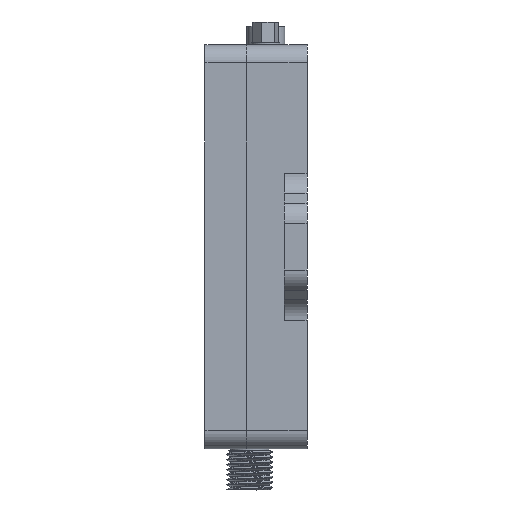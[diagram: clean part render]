
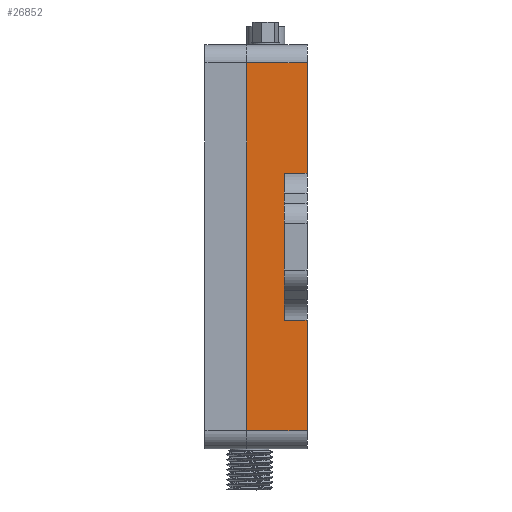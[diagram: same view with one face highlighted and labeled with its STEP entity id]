
A CAD part, left-side view. The second image highlights one B-rep face of the part: STEP entity #26852.
In plain terms, the highlighted planar face has unit normal (-1, 0, 0).
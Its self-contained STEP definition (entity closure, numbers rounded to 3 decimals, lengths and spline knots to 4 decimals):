
#1044=PLANE('',#28847);
#1679=FACE_OUTER_BOUND('',#3436,.T.);
#3436=EDGE_LOOP('',(#18173,#18174,#18175,#18176,#18177,#18178,#18179,#18180));
#6897=LINE('',#41335,#9091);
#6960=LINE('',#41605,#9154);
#6967=LINE('',#41628,#9161);
#6974=LINE('',#41656,#9168);
#6978=LINE('',#41687,#9172);
#6980=LINE('',#41690,#9174);
#6981=LINE('',#41691,#9175);
#6982=LINE('',#41692,#9176);
#9091=VECTOR('',#32205,0.3937);
#9154=VECTOR('',#32500,0.3937);
#9161=VECTOR('',#32521,0.3937);
#9168=VECTOR('',#32544,0.3937);
#9172=VECTOR('',#32576,0.3937);
#9174=VECTOR('',#32580,0.3937);
#9175=VECTOR('',#32581,0.3937);
#9176=VECTOR('',#32582,0.3937);
#11299=VERTEX_POINT('',#41332);
#11300=VERTEX_POINT('',#41334);
#11388=VERTEX_POINT('',#41598);
#11391=VERTEX_POINT('',#41603);
#11399=VERTEX_POINT('',#41625);
#11400=VERTEX_POINT('',#41627);
#11413=VERTEX_POINT('',#41654);
#11426=VERTEX_POINT('',#41685);
#13776=EDGE_CURVE('',#11299,#11300,#6897,.T.);
#13912=EDGE_CURVE('',#11391,#11388,#6960,.T.);
#13923=EDGE_CURVE('',#11400,#11399,#6967,.T.);
#13938=EDGE_CURVE('',#11391,#11413,#6974,.T.);
#13953=EDGE_CURVE('',#11426,#11399,#6978,.T.);
#13955=EDGE_CURVE('',#11300,#11413,#6980,.T.);
#13956=EDGE_CURVE('',#11400,#11299,#6981,.T.);
#13957=EDGE_CURVE('',#11426,#11388,#6982,.T.);
#18173=ORIENTED_EDGE('',*,*,#13912,.F.);
#18174=ORIENTED_EDGE('',*,*,#13938,.T.);
#18175=ORIENTED_EDGE('',*,*,#13955,.F.);
#18176=ORIENTED_EDGE('',*,*,#13776,.F.);
#18177=ORIENTED_EDGE('',*,*,#13956,.F.);
#18178=ORIENTED_EDGE('',*,*,#13923,.T.);
#18179=ORIENTED_EDGE('',*,*,#13953,.F.);
#18180=ORIENTED_EDGE('',*,*,#13957,.T.);
#26852=ADVANCED_FACE('',(#1679),#1044,.T.);
#28847=AXIS2_PLACEMENT_3D('',#41689,#32578,#32579);
#32205=DIRECTION('',(0.,0.,1.));
#32500=DIRECTION('',(0.,1.,0.));
#32521=DIRECTION('',(0.,0.,1.));
#32544=DIRECTION('',(0.,0.,1.));
#32576=DIRECTION('',(0.,-1.,0.));
#32578=DIRECTION('center_axis',(-1.,0.,0.));
#32579=DIRECTION('ref_axis',(0.,0.,1.));
#32580=DIRECTION('',(0.,-1.,0.));
#32581=DIRECTION('',(0.,1.,0.));
#32582=DIRECTION('',(0.,0.,1.));
#41332=CARTESIAN_POINT('',(-0.687,0.33,-1.0085));
#41334=CARTESIAN_POINT('',(-0.687,0.33,1.0085));
#41335=CARTESIAN_POINT('',(-0.687,0.33,-1.1085));
#41598=CARTESIAN_POINT('',(-0.687,0.125,0.4023));
#41603=CARTESIAN_POINT('',(-0.687,0.,0.4023));
#41605=CARTESIAN_POINT('',(-0.687,0.,0.4023));
#41625=CARTESIAN_POINT('',(-0.687,0.,-0.4023));
#41627=CARTESIAN_POINT('',(-0.687,0.,-1.0085));
#41628=CARTESIAN_POINT('',(-0.687,0.,-1.1085));
#41654=CARTESIAN_POINT('',(-0.687,0.,1.0085));
#41656=CARTESIAN_POINT('',(-0.687,0.,-1.1085));
#41685=CARTESIAN_POINT('',(-0.687,0.125,-0.4023));
#41687=CARTESIAN_POINT('',(-0.687,0.,-0.4023));
#41689=CARTESIAN_POINT('Origin',(-0.687,0.,-1.1085));
#41690=CARTESIAN_POINT('',(-0.687,0.,1.0085));
#41691=CARTESIAN_POINT('',(-0.687,0.,-1.0085));
#41692=CARTESIAN_POINT('',(-0.687,0.125,-0.6634));
